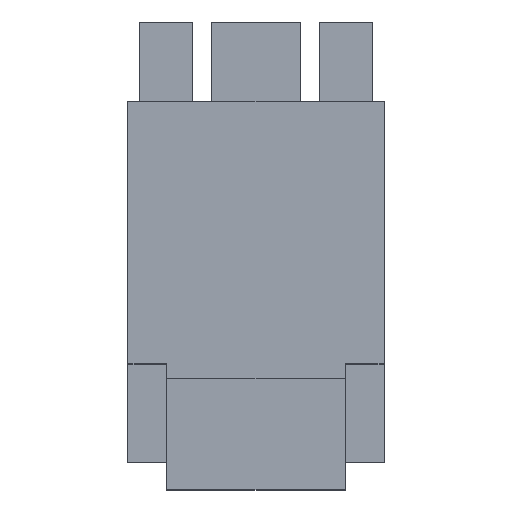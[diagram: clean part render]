
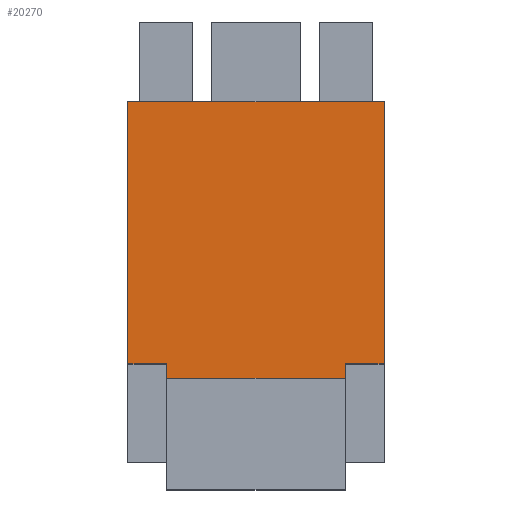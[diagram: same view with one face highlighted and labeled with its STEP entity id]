
A CAD part, top view. The second image highlights one B-rep face of the part: STEP entity #20270.
In plain terms, the highlighted planar face has unit normal (0, 0, 1).
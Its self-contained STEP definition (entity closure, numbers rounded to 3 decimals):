
#5580=CARTESIAN_POINT('',(0.,34.8,17.6));
#5590=VERTEX_POINT('',#5580);
#5620=CARTESIAN_POINT('',(0.,11.3,17.6));
#5630=DIRECTION('',(0.,1.,0.));
#5640=VECTOR('',#5630,1.);
#5650=LINE('',#5620,#5640);
#5660=CARTESIAN_POINT('',(0.,11.3,17.6));
#5670=VERTEX_POINT('',#5660);
#5680=EDGE_CURVE('',#5670,#5590,#5650,.T.);
#14080=CARTESIAN_POINT('',(23.,11.3,17.6));
#14090=VERTEX_POINT('',#14080);
#14120=CARTESIAN_POINT('',(23.,11.3,17.6));
#14130=DIRECTION('',(0.,1.,0.));
#14140=VECTOR('',#14130,1.);
#14150=LINE('',#14120,#14140);
#14160=CARTESIAN_POINT('',(23.,34.8,17.6));
#14170=VERTEX_POINT('',#14160);
#14180=EDGE_CURVE('',#14090,#14170,#14150,.T.);
#15130=CARTESIAN_POINT('',(19.5,10.,17.6));
#15140=VERTEX_POINT('',#15130);
#15170=CARTESIAN_POINT('',(19.5,10.,17.6));
#15180=DIRECTION('',(0.,1.,0.));
#15190=VECTOR('',#15180,1.);
#15200=LINE('',#15170,#15190);
#15210=CARTESIAN_POINT('',(19.5,11.3,17.6));
#15220=VERTEX_POINT('',#15210);
#15230=EDGE_CURVE('',#15140,#15220,#15200,.T.);
#18670=CARTESIAN_POINT('',(3.5,11.3,17.6));
#18680=VERTEX_POINT('',#18670);
#18730=CARTESIAN_POINT('',(3.5,10.,17.6));
#18740=DIRECTION('',(0.,1.,0.));
#18750=VECTOR('',#18740,1.);
#18760=LINE('',#18730,#18750);
#18770=CARTESIAN_POINT('',(3.5,10.,17.6));
#18780=VERTEX_POINT('',#18770);
#18790=EDGE_CURVE('',#18780,#18680,#18760,.T.);
#19960=CARTESIAN_POINT('',(3.5,10.,17.6));
#19970=DIRECTION('',(0.,0.,-1.));
#19980=DIRECTION('',(-1.,0.,0.));
#19990=AXIS2_PLACEMENT_3D('',#19960,#19970,#19980);
#20000=PLANE('',#19990);
#20010=CARTESIAN_POINT('',(3.5,10.,17.6));
#20020=DIRECTION('',(1.,0.,0.));
#20030=VECTOR('',#20020,1.);
#20040=LINE('',#20010,#20030);
#20050=EDGE_CURVE('',#18780,#15140,#20040,.T.);
#20060=ORIENTED_EDGE('',*,*,#20050,.T.);
#20070=ORIENTED_EDGE('',*,*,#18790,.F.);
#20080=CARTESIAN_POINT('',(-6.088,11.3,17.6));
#20090=DIRECTION('',(1.,0.,0.));
#20100=VECTOR('',#20090,1.);
#20110=LINE('',#20080,#20100);
#20120=EDGE_CURVE('',#5670,#18680,#20110,.T.);
#20130=ORIENTED_EDGE('',*,*,#20120,.T.);
#20140=ORIENTED_EDGE('',*,*,#5680,.F.);
#20150=CARTESIAN_POINT('',(-6.088,34.8,17.6));
#20160=DIRECTION('',(1.,0.,0.));
#20170=VECTOR('',#20160,1.);
#20180=LINE('',#20150,#20170);
#20190=EDGE_CURVE('',#5590,#14170,#20180,.T.);
#20200=ORIENTED_EDGE('',*,*,#20190,.F.);
#20210=ORIENTED_EDGE('',*,*,#14180,.T.);
#20220=EDGE_CURVE('',#15220,#14090,#20110,.T.);
#20230=ORIENTED_EDGE('',*,*,#20220,.T.);
#20240=ORIENTED_EDGE('',*,*,#15230,.T.);
#20250=EDGE_LOOP('',(#20240,#20230,#20210,#20200,#20140,#20130,#20070,
#20060));
#20260=FACE_OUTER_BOUND('',#20250,.T.);
#20270=ADVANCED_FACE('',(#20260),#20000,.F.);
